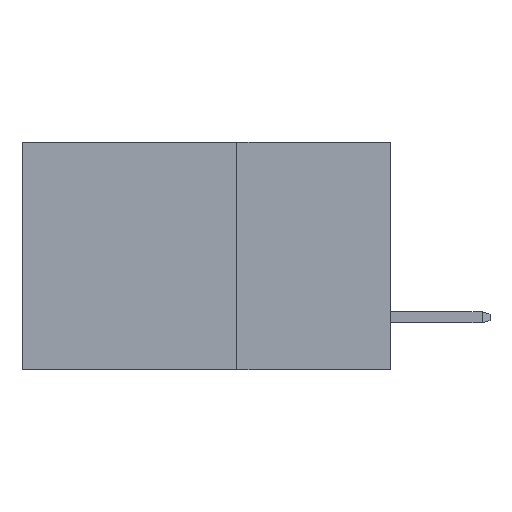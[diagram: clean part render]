
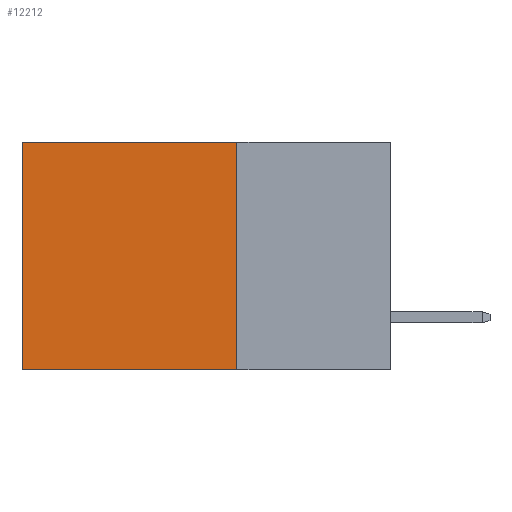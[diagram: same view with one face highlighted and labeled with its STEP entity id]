
A CAD part, left-side view. The second image highlights one B-rep face of the part: STEP entity #12212.
In plain terms, the highlighted planar face has unit normal (-1, 0, 0).
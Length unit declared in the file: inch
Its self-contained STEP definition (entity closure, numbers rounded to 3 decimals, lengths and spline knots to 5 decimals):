
#214 = EDGE_CURVE ( 'NONE', #519, #12872, #15970, .T. ) ;
#249 = EDGE_CURVE ( 'NONE', #2220, #12872, #11509, .T. ) ;
#519 = VERTEX_POINT ( 'NONE', #6009 ) ;
#1339 = ORIENTED_EDGE ( 'NONE', *, *, #18346, .T. ) ;
#1733 = CARTESIAN_POINT ( 'NONE',  ( 0.2875, 0.6, 0. ) ) ;
#2100 = CARTESIAN_POINT ( 'NONE',  ( 0.2875, 0.6, 0. ) ) ;
#2220 = VERTEX_POINT ( 'NONE', #2100 ) ;
#2926 = CARTESIAN_POINT ( 'NONE',  ( 0.2875, 0.25, -0.37 ) ) ;
#3776 = VECTOR ( 'NONE', #12568, 39.37008 ) ;
#4203 = CARTESIAN_POINT ( 'NONE',  ( 0.2875, 0.25, 0. ) ) ;
#4381 = VECTOR ( 'NONE', #6610, 39.37008 ) ;
#5355 = EDGE_LOOP ( 'NONE', ( #20854, #8795, #7955, #1339 ) ) ;
#6009 = CARTESIAN_POINT ( 'NONE',  ( 0.2875, 0.25, -0.37 ) ) ;
#6312 = DIRECTION ( 'NONE',  ( 0., 1., 0. ) ) ;
#6610 = DIRECTION ( 'NONE',  ( 0., 0., -1. ) ) ;
#7955 = ORIENTED_EDGE ( 'NONE', *, *, #12270, .F. ) ;
#8418 = CARTESIAN_POINT ( 'NONE',  ( 0.2875, 0.25, 0. ) ) ;
#8795 = ORIENTED_EDGE ( 'NONE', *, *, #214, .F. ) ;
#8879 = VECTOR ( 'NONE', #6312, 39.37008 ) ;
#9408 = PLANE ( 'NONE',  #14757 ) ;
#11509 = LINE ( 'NONE', #1733, #19373 ) ;
#11763 = DIRECTION ( 'NONE',  ( 0., 0., -1. ) ) ;
#12212 = ADVANCED_FACE ( 'NONE', ( #16691 ), #9408, .F. ) ;
#12270 = EDGE_CURVE ( 'NONE', #14896, #519, #16975, .T. ) ;
#12437 = LINE ( 'NONE', #8418, #3776 ) ;
#12472 = DIRECTION ( 'NONE',  ( 0., 0., -1. ) ) ;
#12568 = DIRECTION ( 'NONE',  ( 0., 1., 0. ) ) ;
#12756 = DIRECTION ( 'NONE',  ( 1., 0., 0. ) ) ;
#12872 = VERTEX_POINT ( 'NONE', #18728 ) ;
#14757 = AXIS2_PLACEMENT_3D ( 'NONE', #15824, #12756, #12472 ) ;
#14896 = VERTEX_POINT ( 'NONE', #4203 ) ;
#15824 = CARTESIAN_POINT ( 'NONE',  ( 0.2875, 0.25, 0. ) ) ;
#15970 = LINE ( 'NONE', #2926, #8879 ) ;
#16691 = FACE_OUTER_BOUND ( 'NONE', #5355, .T. ) ;
#16975 = LINE ( 'NONE', #21490, #4381 ) ;
#18346 = EDGE_CURVE ( 'NONE', #14896, #2220, #12437, .T. ) ;
#18728 = CARTESIAN_POINT ( 'NONE',  ( 0.2875, 0.6, -0.37 ) ) ;
#19373 = VECTOR ( 'NONE', #11763, 39.37008 ) ;
#20854 = ORIENTED_EDGE ( 'NONE', *, *, #249, .T. ) ;
#21490 = CARTESIAN_POINT ( 'NONE',  ( 0.2875, 0.25, 0. ) ) ;
